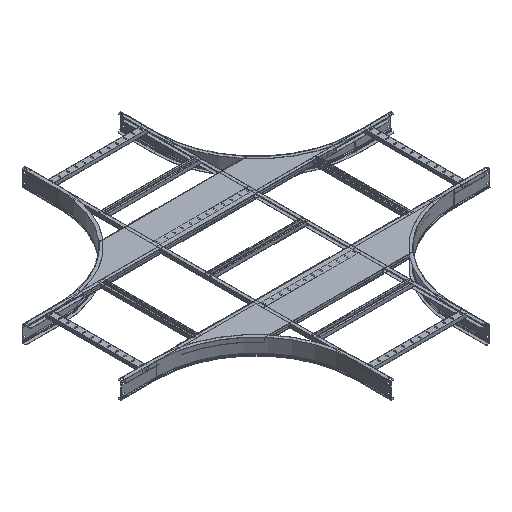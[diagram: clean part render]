
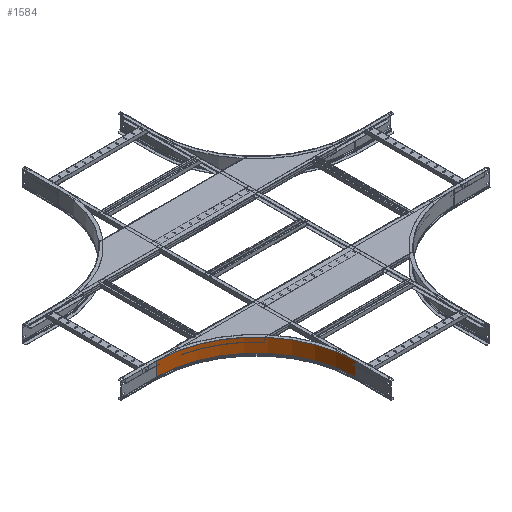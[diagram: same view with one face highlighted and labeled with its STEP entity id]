
A CAD part, isometric view. The second image highlights one B-rep face of the part: STEP entity #1584.
In plain terms, the highlighted cylindrical face has radius 600 mm (diameter 1200 mm), a partial arc.
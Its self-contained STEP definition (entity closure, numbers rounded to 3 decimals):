
#285 = VERTEX_POINT ( 'NONE', #5354 ) ;
#1103 = EDGE_CURVE ( 'NONE', #7498, #5452, #5161, .T. ) ;
#1259 = CARTESIAN_POINT ( 'NONE',  ( 0., 2.2, -600. ) ) ;
#1417 = ORIENTED_EDGE ( 'NONE', *, *, #5640, .F. ) ;
#1584 = ADVANCED_FACE ( 'NONE', ( #4475 ), #3302, .F. ) ;
#1781 = ORIENTED_EDGE ( 'NONE', *, *, #3715, .T. ) ;
#2079 = DIRECTION ( 'NONE',  ( 0., 1., 0. ) ) ;
#2088 = AXIS2_PLACEMENT_3D ( 'NONE', #8767, #6360, #9014 ) ;
#2759 = CARTESIAN_POINT ( 'NONE',  ( 600., 0., 0. ) ) ;
#3139 = AXIS2_PLACEMENT_3D ( 'NONE', #7135, #3739, #8705 ) ;
#3156 = ORIENTED_EDGE ( 'NONE', *, *, #1103, .T. ) ;
#3302 = CYLINDRICAL_SURFACE ( 'NONE', #2088, 600. ) ;
#3715 = EDGE_CURVE ( 'NONE', #4587, #285, #10484, .T. ) ;
#3739 = DIRECTION ( 'NONE',  ( 0., 1., 0. ) ) ;
#4276 = EDGE_CURVE ( 'NONE', #5452, #4587, #7894, .T. ) ;
#4475 = FACE_OUTER_BOUND ( 'NONE', #7896, .T. ) ;
#4550 = CARTESIAN_POINT ( 'NONE',  ( 0., 0., -600. ) ) ;
#4587 = VERTEX_POINT ( 'NONE', #4764 ) ;
#4764 = CARTESIAN_POINT ( 'NONE',  ( 600., 85.525, 0. ) ) ;
#5161 = CIRCLE ( 'NONE', #10521, 600. ) ;
#5354 = CARTESIAN_POINT ( 'NONE',  ( 0., 85.525, -600. ) ) ;
#5452 = VERTEX_POINT ( 'NONE', #2759 ) ;
#5640 = EDGE_CURVE ( 'NONE', #7498, #285, #9402, .T. ) ;
#6252 = CARTESIAN_POINT ( 'NONE',  ( 0., 0., 0. ) ) ;
#6360 = DIRECTION ( 'NONE',  ( 0., 1., 0. ) ) ;
#7135 = CARTESIAN_POINT ( 'NONE',  ( 0., 85.525, 0. ) ) ;
#7498 = VERTEX_POINT ( 'NONE', #4550 ) ;
#7894 = LINE ( 'NONE', #9477, #10224 ) ;
#7896 = EDGE_LOOP ( 'NONE', ( #7972, #1781, #1417, #3156 ) ) ;
#7912 = DIRECTION ( 'NONE',  ( 0., -1., 0. ) ) ;
#7972 = ORIENTED_EDGE ( 'NONE', *, *, #4276, .T. ) ;
#8660 = DIRECTION ( 'NONE',  ( 1., 0., 0. ) ) ;
#8705 = DIRECTION ( 'NONE',  ( 0., 0., 1. ) ) ;
#8767 = CARTESIAN_POINT ( 'NONE',  ( 0., 0., 0. ) ) ;
#9014 = DIRECTION ( 'NONE',  ( -1., 0., 0. ) ) ;
#9402 = LINE ( 'NONE', #1259, #10059 ) ;
#9477 = CARTESIAN_POINT ( 'NONE',  ( 600., 2.2, 0. ) ) ;
#10059 = VECTOR ( 'NONE', #2079, 1000. ) ;
#10224 = VECTOR ( 'NONE', #10252, 1000. ) ;
#10252 = DIRECTION ( 'NONE',  ( 0., 1., 0. ) ) ;
#10484 = CIRCLE ( 'NONE', #3139, 600. ) ;
#10521 = AXIS2_PLACEMENT_3D ( 'NONE', #6252, #7912, #8660 ) ;
